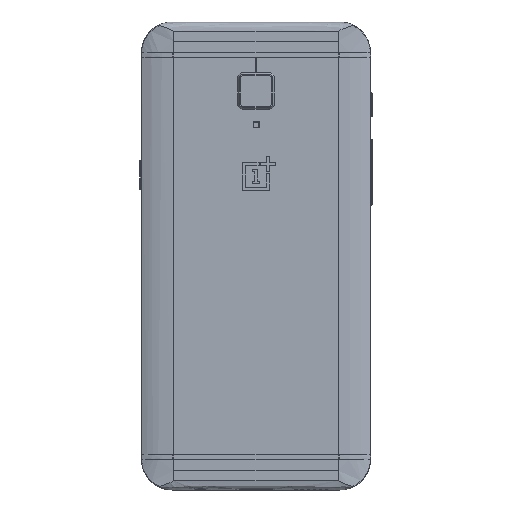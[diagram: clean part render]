
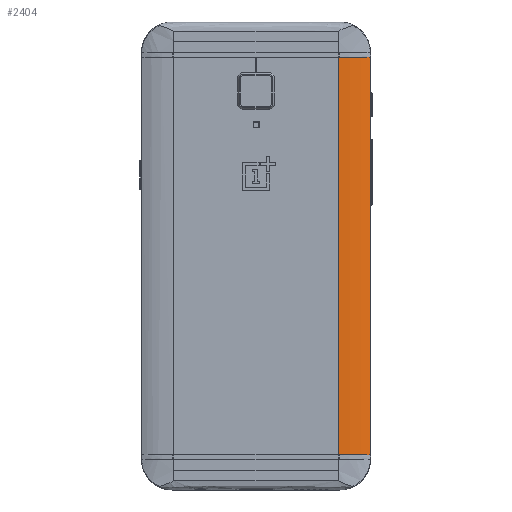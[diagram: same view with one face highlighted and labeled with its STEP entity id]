
A CAD part, front view. The second image highlights one B-rep face of the part: STEP entity #2404.
In plain terms, the highlighted free-form (B-spline) face has degree [3, 1] with [4, 2] control points.
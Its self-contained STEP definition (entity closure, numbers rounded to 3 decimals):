
#332 = CARTESIAN_POINT ( 'NONE',  ( 37.235, 2.161, -66.35 ) ) ;
#358 = CARTESIAN_POINT ( 'NONE',  ( 37.235, 2.161, 64.85 ) ) ;
#390 = CARTESIAN_POINT ( 'NONE',  ( 27.103, 0.007, -64.85 ) ) ;
#656 = CARTESIAN_POINT ( 'NONE',  ( 37.235, 2.161, 64.85 ) ) ;
#1267 = CARTESIAN_POINT ( 'NONE',  ( 27.103, 0.007, 64.85 ) ) ;
#1474 = ORIENTED_EDGE ( 'NONE', *, *, #5941, .T. ) ;
#1537 = CARTESIAN_POINT ( 'NONE',  ( 27.357, 0.016, -64.85 ) ) ;
#1778 = CARTESIAN_POINT ( 'NONE',  ( 27.357, 0.016, -64.85 ) ) ;
#1828 = LINE ( 'NONE', #13405, #4811 ) ;
#1982 = CARTESIAN_POINT ( 'NONE',  ( 37.235, 2.161, -64.85 ) ) ;
#2308 = ORIENTED_EDGE ( 'NONE', *, *, #11125, .F. ) ;
#2375 = CARTESIAN_POINT ( 'NONE',  ( 27.357, 0.016, 64.85 ) ) ;
#2404 = ADVANCED_FACE ( 'NONE', ( #12719 ), #2687, .F. ) ;
#2687 = B_SPLINE_SURFACE_WITH_KNOTS ( 'NONE', 3, 1, ( 
 ( #4789, #4832 ),
 ( #12729, #5985 ),
 ( #13838, #7142 ),
 ( #358, #8243 ) ),
 .UNSPECIFIED., .F., .F., .F.,
 ( 4, 4 ),
 ( 2, 2 ),
 ( 0.14, 0.99 ),
 ( 0., 1. ),
 .UNSPECIFIED. ) ;
#2689 = CARTESIAN_POINT ( 'NONE',  ( 26.827, 0., 64.85 ) ) ;
#2847 = B_SPLINE_CURVE_WITH_KNOTS ( 'NONE', 3,
 ( #9655, #2875, #13021, #6289, #14126, #7413, #656 ),
 .UNSPECIFIED., .F., .F.,
 ( 4, 1, 1, 1, 4 ),
 ( 0., 0.28, 0.56, 0.78, 1. ),
 .UNSPECIFIED. ) ;
#2875 = CARTESIAN_POINT ( 'NONE',  ( 28.313, 0.051, 64.85 ) ) ;
#3557 = ORIENTED_EDGE ( 'NONE', *, *, #13753, .T. ) ;
#3649 = LINE ( 'NONE', #332, #6660 ) ;
#4789 = CARTESIAN_POINT ( 'NONE',  ( 26.827, 0., 64.85 ) ) ;
#4811 = VECTOR ( 'NONE', #5521, 1000. ) ;
#4832 = CARTESIAN_POINT ( 'NONE',  ( 26.827, 0., -64.85 ) ) ;
#4976 = EDGE_CURVE ( 'NONE', #11971, #10565, #3649, .T. ) ;
#5264 = CARTESIAN_POINT ( 'NONE',  ( 27.357, 0.016, -64.85 ) ) ;
#5521 = DIRECTION ( 'NONE',  ( 0., 0., -1. ) ) ;
#5682 = CARTESIAN_POINT ( 'NONE',  ( 26.827, 0., 64.85 ) ) ;
#5941 = EDGE_CURVE ( 'NONE', #14182, #11971, #6100, .T. ) ;
#5985 = CARTESIAN_POINT ( 'NONE',  ( 30.41, 0.082, -64.85 ) ) ;
#6018 = CARTESIAN_POINT ( 'NONE',  ( 26.827, 0., -64.85 ) ) ;
#6100 = B_SPLINE_CURVE_WITH_KNOTS ( 'NONE', 3,
 ( #5264, #10901, #12033, #6440 ),
 .UNSPECIFIED., .F., .F.,
 ( 4, 4 ),
 ( 0., 1. ),
 .UNSPECIFIED. ) ;
#6289 = CARTESIAN_POINT ( 'NONE',  ( 32.87, 0.653, 64.85 ) ) ;
#6440 = CARTESIAN_POINT ( 'NONE',  ( 37.235, 2.161, -64.85 ) ) ;
#6660 = VECTOR ( 'NONE', #13815, 1000. ) ;
#6941 = B_SPLINE_CURVE_WITH_KNOTS ( 'NONE', 3,
 ( #5682, #8003, #1267, #9157, #2375 ),
 .UNSPECIFIED., .F., .F.,
 ( 4, 1, 4 ),
 ( 0., 0.56, 1. ),
 .UNSPECIFIED. ) ;
#7142 = CARTESIAN_POINT ( 'NONE',  ( 34.09, 0.681, -64.85 ) ) ;
#7413 = CARTESIAN_POINT ( 'NONE',  ( 36.577, 1.851, 64.85 ) ) ;
#8003 = CARTESIAN_POINT ( 'NONE',  ( 26.926, 0.002, 64.85 ) ) ;
#8243 = CARTESIAN_POINT ( 'NONE',  ( 37.235, 2.161, -64.85 ) ) ;
#8276 = CARTESIAN_POINT ( 'NONE',  ( 27.28, 0.013, -64.85 ) ) ;
#8445 = EDGE_LOOP ( 'NONE', ( #10369, #2308, #3557, #11575, #1474, #13865 ) ) ;
#9157 = CARTESIAN_POINT ( 'NONE',  ( 27.28, 0.013, 64.85 ) ) ;
#9655 = CARTESIAN_POINT ( 'NONE',  ( 27.357, 0.016, 64.85 ) ) ;
#10369 = ORIENTED_EDGE ( 'NONE', *, *, #13510, .F. ) ;
#10565 = VERTEX_POINT ( 'NONE', #11235 ) ;
#10901 = CARTESIAN_POINT ( 'NONE',  ( 30.772, 0.143, -64.85 ) ) ;
#11114 = VERTEX_POINT ( 'NONE', #11359 ) ;
#11125 = EDGE_CURVE ( 'NONE', #14562, #11114, #6941, .T. ) ;
#11235 = CARTESIAN_POINT ( 'NONE',  ( 37.235, 2.161, 64.85 ) ) ;
#11359 = CARTESIAN_POINT ( 'NONE',  ( 27.357, 0.016, 64.85 ) ) ;
#11575 = ORIENTED_EDGE ( 'NONE', *, *, #12190, .T. ) ;
#11966 = B_SPLINE_CURVE_WITH_KNOTS ( 'NONE', 3,
 ( #6018, #12766, #390, #8276, #1537 ),
 .UNSPECIFIED., .F., .F.,
 ( 4, 1, 4 ),
 ( 0., 0.56, 1. ),
 .UNSPECIFIED. ) ;
#11971 = VERTEX_POINT ( 'NONE', #1982 ) ;
#12033 = CARTESIAN_POINT ( 'NONE',  ( 34.245, 0.754, -64.85 ) ) ;
#12190 = EDGE_CURVE ( 'NONE', #13382, #14182, #11966, .T. ) ;
#12591 = CARTESIAN_POINT ( 'NONE',  ( 26.827, 0., -64.85 ) ) ;
#12719 = FACE_OUTER_BOUND ( 'NONE', #8445, .T. ) ;
#12729 = CARTESIAN_POINT ( 'NONE',  ( 30.41, 0.082, 64.85 ) ) ;
#12766 = CARTESIAN_POINT ( 'NONE',  ( 26.926, 0.002, -64.85 ) ) ;
#13021 = CARTESIAN_POINT ( 'NONE',  ( 30.235, 0.198, 64.85 ) ) ;
#13382 = VERTEX_POINT ( 'NONE', #12591 ) ;
#13405 = CARTESIAN_POINT ( 'NONE',  ( 26.827, 0., 76.35 ) ) ;
#13510 = EDGE_CURVE ( 'NONE', #11114, #10565, #2847, .T. ) ;
#13753 = EDGE_CURVE ( 'NONE', #14562, #13382, #1828, .T. ) ;
#13815 = DIRECTION ( 'NONE',  ( 0., 0., 1. ) ) ;
#13838 = CARTESIAN_POINT ( 'NONE',  ( 34.09, 0.681, 64.85 ) ) ;
#13865 = ORIENTED_EDGE ( 'NONE', *, *, #4976, .T. ) ;
#14126 = CARTESIAN_POINT ( 'NONE',  ( 35.215, 1.309, 64.85 ) ) ;
#14182 = VERTEX_POINT ( 'NONE', #1778 ) ;
#14562 = VERTEX_POINT ( 'NONE', #2689 ) ;
